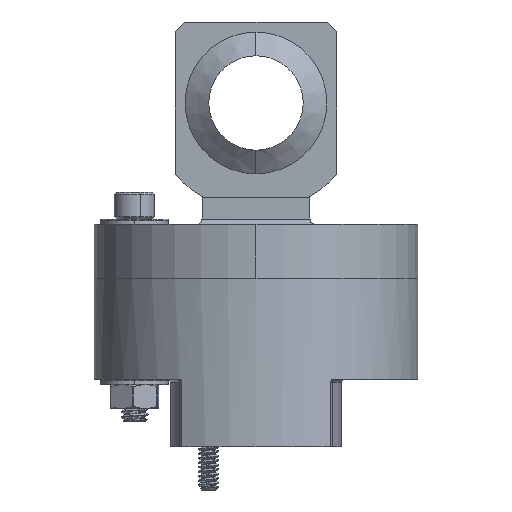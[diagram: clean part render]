
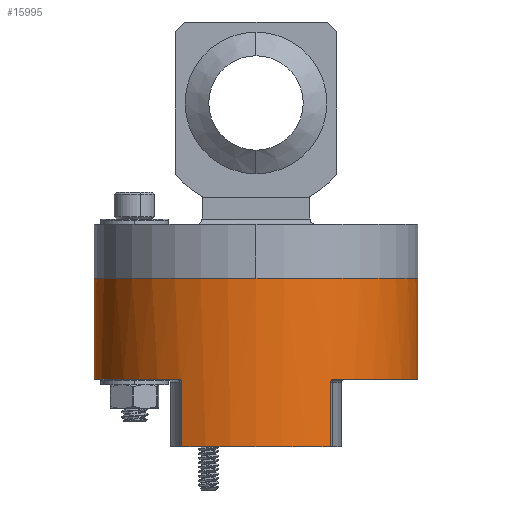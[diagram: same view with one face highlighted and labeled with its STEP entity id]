
A CAD part, left-side view. The second image highlights one B-rep face of the part: STEP entity #15995.
In plain terms, the highlighted cylindrical face has radius 38.1 mm (diameter 76.2 mm), a partial arc.
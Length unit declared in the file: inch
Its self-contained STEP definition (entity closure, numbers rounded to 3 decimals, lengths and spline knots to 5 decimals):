
#606 = CARTESIAN_POINT ( 'NONE',  ( 0.59375, -1.33317, -0.6875 ) ) ;
#1829 = DIRECTION ( 'NONE',  ( 1., 0., 0. ) ) ;
#2186 = CARTESIAN_POINT ( 'NONE',  ( 0., -1.33317, 0.6875 ) ) ;
#2260 = EDGE_CURVE ( 'NONE', #11400, #17192, #5071, .T. ) ;
#2273 = AXIS2_PLACEMENT_3D ( 'NONE', #28260, #23959, #17576 ) ;
#2336 = DIRECTION ( 'NONE',  ( -1., 0., 0. ) ) ;
#2706 = LINE ( 'NONE', #23313, #26012 ) ;
#2751 = VERTEX_POINT ( 'NONE', #13887 ) ;
#2845 = CARTESIAN_POINT ( 'NONE',  ( 1.56, 0., 1.5 ) ) ;
#2910 = ORIENTED_EDGE ( 'NONE', *, *, #12042, .F. ) ;
#3125 = DIRECTION ( 'NONE',  ( -1., 0., 0. ) ) ;
#3248 = CIRCLE ( 'NONE', #8938, 1.5 ) ;
#3433 = CARTESIAN_POINT ( 'NONE',  ( 1.56, 0., -1.5 ) ) ;
#3721 = CARTESIAN_POINT ( 'NONE',  ( 0.6243, -1.32075, -0.71108 ) ) ;
#3848 = DIRECTION ( 'NONE',  ( 1., 0., 0. ) ) ;
#3912 = B_SPLINE_CURVE_WITH_KNOTS ( 'NONE', 3,
 ( #606, #9666, #18693, #12920, #8481, #28613, #8617, #3721, #28325, #14845 ),
 .UNSPECIFIED., .F., .F.,
 ( 4, 2, 2, 2, 4 ),
 ( 0., 0.00033, 0.00066, 0.00099, 0.00132 ),
 .UNSPECIFIED. ) ;
#4350 = EDGE_CURVE ( 'NONE', #11400, #9062, #22093, .T. ) ;
#4759 = VERTEX_POINT ( 'NONE', #8729 ) ;
#4848 = CARTESIAN_POINT ( 'NONE',  ( 0.625, 0., 1.5 ) ) ;
#5071 = LINE ( 'NONE', #2845, #22021 ) ;
#5738 = FACE_OUTER_BOUND ( 'NONE', #23136, .T. ) ;
#5791 = CARTESIAN_POINT ( 'NONE',  ( 0.59817, -1.33317, 0.6875 ) ) ;
#5934 = CIRCLE ( 'NONE', #22475, 1.5 ) ;
#6360 = VERTEX_POINT ( 'NONE', #2186 ) ;
#6568 = DIRECTION ( 'NONE',  ( 0., 0., -1. ) ) ;
#7017 = DIRECTION ( 'NONE',  ( -1., 0., 0. ) ) ;
#7150 = CARTESIAN_POINT ( 'NONE',  ( 0.59375, -1.33317, 0.6875 ) ) ;
#7239 = LINE ( 'NONE', #27369, #22261 ) ;
#7523 = B_SPLINE_CURVE_WITH_KNOTS ( 'NONE', 3,
 ( #17196, #10111, #10262, #19133, #28316, #8027, #5791, #14835 ),
 .UNSPECIFIED., .F., .F.,
 ( 4, 2, 2, 4 ),
 ( 0., 0.00066, 0.00099, 0.00132 ),
 .UNSPECIFIED. ) ;
#7852 = CARTESIAN_POINT ( 'NONE',  ( 1.56, 0., 1.5 ) ) ;
#7997 = CARTESIAN_POINT ( 'NONE',  ( 0.625, -1.31659, 0.71875 ) ) ;
#8027 = CARTESIAN_POINT ( 'NONE',  ( 0.60247, -1.33269, 0.68843 ) ) ;
#8107 = ORIENTED_EDGE ( 'NONE', *, *, #23401, .T. ) ;
#8438 = EDGE_CURVE ( 'NONE', #8963, #16637, #7523, .T. ) ;
#8481 = CARTESIAN_POINT ( 'NONE',  ( 0.61376, -1.32959, -0.6944 ) ) ;
#8617 = CARTESIAN_POINT ( 'NONE',  ( 0.62146, -1.32466, -0.70378 ) ) ;
#8729 = CARTESIAN_POINT ( 'NONE',  ( 0.625, 0., -1.5 ) ) ;
#8938 = AXIS2_PLACEMENT_3D ( 'NONE', #29091, #1829, #6568 ) ;
#8963 = VERTEX_POINT ( 'NONE', #7997 ) ;
#9062 = VERTEX_POINT ( 'NONE', #27458 ) ;
#9334 = AXIS2_PLACEMENT_3D ( 'NONE', #24004, #3848, #19562 ) ;
#9549 = CARTESIAN_POINT ( 'NONE',  ( 0.625, -1.31659, -0.71875 ) ) ;
#9666 = CARTESIAN_POINT ( 'NONE',  ( 0.59816, -1.33317, -0.6875 ) ) ;
#10111 = CARTESIAN_POINT ( 'NONE',  ( 0.625, -1.32081, 0.71102 ) ) ;
#10262 = CARTESIAN_POINT ( 'NONE',  ( 0.62218, -1.32487, 0.7034 ) ) ;
#10821 = EDGE_CURVE ( 'NONE', #9062, #4759, #23872, .T. ) ;
#11400 = VERTEX_POINT ( 'NONE', #7852 ) ;
#11496 = EDGE_CURVE ( 'NONE', #4759, #28418, #16803, .T. ) ;
#11935 = ORIENTED_EDGE ( 'NONE', *, *, #8438, .T. ) ;
#12042 = EDGE_CURVE ( 'NONE', #8963, #17192, #5934, .T. ) ;
#12920 = CARTESIAN_POINT ( 'NONE',  ( 0.61029, -1.3309, -0.69189 ) ) ;
#13887 = CARTESIAN_POINT ( 'NONE',  ( 0., -1.33317, -0.6875 ) ) ;
#14118 = DIRECTION ( 'NONE',  ( -1., 0., 0. ) ) ;
#14542 = VERTEX_POINT ( 'NONE', #16176 ) ;
#14662 = DIRECTION ( 'NONE',  ( -1., 0., 0. ) ) ;
#14835 = CARTESIAN_POINT ( 'NONE',  ( 0.59375, -1.33317, 0.6875 ) ) ;
#14845 = CARTESIAN_POINT ( 'NONE',  ( 0.625, -1.31659, -0.71875 ) ) ;
#14925 = CYLINDRICAL_SURFACE ( 'NONE', #2273, 1.5 ) ;
#15292 = ORIENTED_EDGE ( 'NONE', *, *, #4350, .F. ) ;
#15383 = AXIS2_PLACEMENT_3D ( 'NONE', #17021, #14662, #18955 ) ;
#15791 = ORIENTED_EDGE ( 'NONE', *, *, #2260, .T. ) ;
#15995 = ADVANCED_FACE ( 'NONE', ( #5738 ), #14925, .T. ) ;
#16176 = CARTESIAN_POINT ( 'NONE',  ( 0.59375, -1.33317, -0.6875 ) ) ;
#16504 = EDGE_CURVE ( 'NONE', #6360, #2751, #3248, .T. ) ;
#16637 = VERTEX_POINT ( 'NONE', #7150 ) ;
#16803 = CIRCLE ( 'NONE', #15383, 1.5 ) ;
#17021 = CARTESIAN_POINT ( 'NONE',  ( 0.625, 0., 0. ) ) ;
#17192 = VERTEX_POINT ( 'NONE', #4848 ) ;
#17196 = CARTESIAN_POINT ( 'NONE',  ( 0.625, -1.31659, 0.71875 ) ) ;
#17576 = DIRECTION ( 'NONE',  ( 0., 0., 1. ) ) ;
#18280 = DIRECTION ( 'NONE',  ( -1., 0., 0. ) ) ;
#18435 = CARTESIAN_POINT ( 'NONE',  ( 0.625, 0., 0. ) ) ;
#18693 = CARTESIAN_POINT ( 'NONE',  ( 0.60249, -1.33268, -0.68845 ) ) ;
#18955 = DIRECTION ( 'NONE',  ( 0., 0., 1. ) ) ;
#19133 = CARTESIAN_POINT ( 'NONE',  ( 0.61375, -1.3296, 0.69439 ) ) ;
#19320 = ORIENTED_EDGE ( 'NONE', *, *, #21859, .F. ) ;
#19562 = DIRECTION ( 'NONE',  ( 0., 0., -1. ) ) ;
#20921 = ORIENTED_EDGE ( 'NONE', *, *, #16504, .T. ) ;
#21859 = EDGE_CURVE ( 'NONE', #14542, #2751, #2706, .T. ) ;
#21936 = VECTOR ( 'NONE', #3125, 39.37008 ) ;
#22021 = VECTOR ( 'NONE', #14118, 39.37008 ) ;
#22093 = CIRCLE ( 'NONE', #9334, 1.5 ) ;
#22261 = VECTOR ( 'NONE', #2336, 39.37008 ) ;
#22475 = AXIS2_PLACEMENT_3D ( 'NONE', #18435, #18280, #23024 ) ;
#23024 = DIRECTION ( 'NONE',  ( 0., 0., 1. ) ) ;
#23136 = EDGE_LOOP ( 'NONE', ( #23762, #15292, #15791, #2910, #11935, #27679, #20921, #19320, #8107, #24227 ) ) ;
#23313 = CARTESIAN_POINT ( 'NONE',  ( 0.625, -1.33317, -0.6875 ) ) ;
#23401 = EDGE_CURVE ( 'NONE', #14542, #28418, #3912, .T. ) ;
#23762 = ORIENTED_EDGE ( 'NONE', *, *, #10821, .F. ) ;
#23872 = LINE ( 'NONE', #3433, #21936 ) ;
#23959 = DIRECTION ( 'NONE',  ( -1., 0., 0. ) ) ;
#24004 = CARTESIAN_POINT ( 'NONE',  ( 1.56, 0., 0. ) ) ;
#24227 = ORIENTED_EDGE ( 'NONE', *, *, #11496, .F. ) ;
#26012 = VECTOR ( 'NONE', #7017, 39.37008 ) ;
#26570 = EDGE_CURVE ( 'NONE', #16637, #6360, #7239, .T. ) ;
#27369 = CARTESIAN_POINT ( 'NONE',  ( 0.625, -1.33317, 0.6875 ) ) ;
#27458 = CARTESIAN_POINT ( 'NONE',  ( 1.56, 0., -1.5 ) ) ;
#27679 = ORIENTED_EDGE ( 'NONE', *, *, #26570, .T. ) ;
#28260 = CARTESIAN_POINT ( 'NONE',  ( 1.56, 0., 0. ) ) ;
#28316 = CARTESIAN_POINT ( 'NONE',  ( 0.61036, -1.33088, 0.69193 ) ) ;
#28325 = CARTESIAN_POINT ( 'NONE',  ( 0.625, -1.31869, -0.71489 ) ) ;
#28418 = VERTEX_POINT ( 'NONE', #9549 ) ;
#28613 = CARTESIAN_POINT ( 'NONE',  ( 0.61933, -1.32648, -0.70034 ) ) ;
#29091 = CARTESIAN_POINT ( 'NONE',  ( 0., 0., 0. ) ) ;
